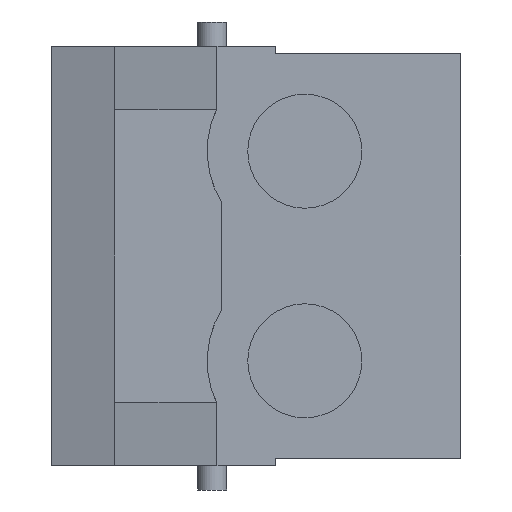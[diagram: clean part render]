
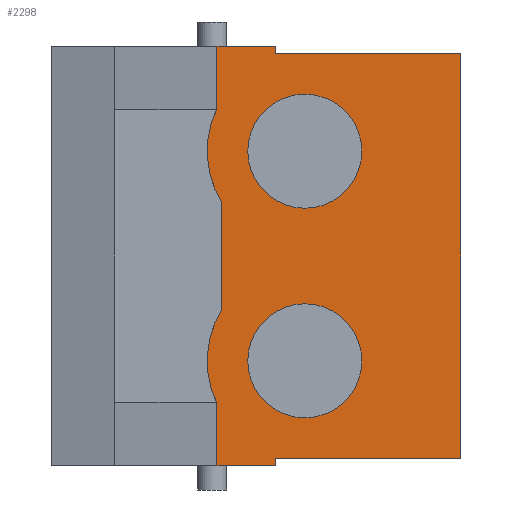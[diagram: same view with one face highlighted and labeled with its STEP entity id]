
A CAD part, left-side view. The second image highlights one B-rep face of the part: STEP entity #2298.
In plain terms, the highlighted planar face has unit normal (-1, 0, 0).
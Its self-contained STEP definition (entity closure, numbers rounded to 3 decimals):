
#69=LINE($,#3625,#277);
#85=LINE($,#3660,#293);
#86=LINE($,#3663,#294);
#89=LINE($,#3670,#297);
#95=LINE($,#3681,#303);
#107=LINE($,#3709,#315);
#121=LINE($,#3751,#329);
#122=LINE($,#3753,#330);
#123=LINE($,#3757,#331);
#124=LINE($,#3760,#332);
#277=VECTOR($,#2851,41.5);
#293=VECTOR($,#2881,19.);
#294=VECTOR($,#2884,0.75);
#297=VECTOR($,#2889,0.75);
#303=VECTOR($,#2897,19.);
#315=VECTOR($,#2921,6.);
#329=VECTOR($,#2951,6.);
#330=VECTOR($,#2952,6.391);
#331=VECTOR($,#2955,10.964);
#332=VECTOR($,#2958,6.391);
#479=PLANE($,#2493);
#566=FACE_BOUND($,#836,.T.);
#567=FACE_BOUND($,#837,.T.);
#671=FACE_OUTER_BOUND($,#835,.T.);
#835=EDGE_LOOP($,(#1824,#1825,#1826,#1827,#1828,#1829,#1830,#1831,#1832,
#1833,#1834,#1835));
#836=EDGE_LOOP($,(#1836));
#837=EDGE_LOOP($,(#1837));
#1005=CIRCLE($,#2494,10.);
#1006=CIRCLE($,#2495,10.);
#1007=CIRCLE($,#2496,5.85);
#1008=CIRCLE($,#2497,5.85);
#1123=VERTEX_POINT($,#3622);
#1124=VERTEX_POINT($,#3624);
#1136=VERTEX_POINT($,#3658);
#1137=VERTEX_POINT($,#3662);
#1139=VERTEX_POINT($,#3668);
#1140=VERTEX_POINT($,#3669);
#1154=VERTEX_POINT($,#3708);
#1174=VERTEX_POINT($,#3750);
#1175=VERTEX_POINT($,#3752);
#1176=VERTEX_POINT($,#3754);
#1177=VERTEX_POINT($,#3756);
#1178=VERTEX_POINT($,#3758);
#1179=VERTEX_POINT($,#3761);
#1180=VERTEX_POINT($,#3763);
#1366=EDGE_CURVE($,#1123,#1124,#69,.T.);
#1384=EDGE_CURVE($,#1123,#1136,#85,.T.);
#1385=EDGE_CURVE($,#1136,#1137,#86,.T.);
#1388=EDGE_CURVE($,#1139,#1140,#89,.T.);
#1394=EDGE_CURVE($,#1140,#1124,#95,.T.);
#1408=EDGE_CURVE($,#1154,#1139,#107,.T.);
#1429=EDGE_CURVE($,#1137,#1174,#121,.T.);
#1430=EDGE_CURVE($,#1175,#1174,#122,.T.);
#1431=EDGE_CURVE($,#1176,#1175,#1005,.T.);
#1432=EDGE_CURVE($,#1176,#1177,#123,.T.);
#1433=EDGE_CURVE($,#1178,#1177,#1006,.T.);
#1434=EDGE_CURVE($,#1154,#1178,#124,.T.);
#1435=EDGE_CURVE($,#1179,#1179,#1007,.T.);
#1436=EDGE_CURVE($,#1180,#1180,#1008,.T.);
#1824=ORIENTED_EDGE($,*,*,#1384,.T.);
#1825=ORIENTED_EDGE($,*,*,#1385,.T.);
#1826=ORIENTED_EDGE($,*,*,#1429,.T.);
#1827=ORIENTED_EDGE($,*,*,#1430,.F.);
#1828=ORIENTED_EDGE($,*,*,#1431,.F.);
#1829=ORIENTED_EDGE($,*,*,#1432,.T.);
#1830=ORIENTED_EDGE($,*,*,#1433,.F.);
#1831=ORIENTED_EDGE($,*,*,#1434,.F.);
#1832=ORIENTED_EDGE($,*,*,#1408,.T.);
#1833=ORIENTED_EDGE($,*,*,#1388,.T.);
#1834=ORIENTED_EDGE($,*,*,#1394,.T.);
#1835=ORIENTED_EDGE($,*,*,#1366,.F.);
#1836=ORIENTED_EDGE($,*,*,#1435,.T.);
#1837=ORIENTED_EDGE($,*,*,#1436,.T.);
#2298=ADVANCED_FACE($,(#671,#566,#567),#479,.T.);
#2493=AXIS2_PLACEMENT_3D($,#3749,#2949,#2950);
#2494=AXIS2_PLACEMENT_3D($,#3755,#2953,#2954);
#2495=AXIS2_PLACEMENT_3D($,#3759,#2956,#2957);
#2496=AXIS2_PLACEMENT_3D($,#3762,#2959,#2960);
#2497=AXIS2_PLACEMENT_3D($,#3764,#2961,#2962);
#2851=DIRECTION($,(0.,0.,-1.));
#2881=DIRECTION($,(0.,1.,0.));
#2884=DIRECTION($,(0.,0.,1.));
#2889=DIRECTION($,(0.,0.,1.));
#2897=DIRECTION($,(0.,-1.,0.));
#2921=DIRECTION($,(0.,-1.,0.));
#2949=DIRECTION('center_axis',(-1.,0.,0.));
#2950=DIRECTION('ref_axis',(0.,0.,1.));
#2951=DIRECTION($,(0.,1.,0.));
#2952=DIRECTION($,(0.,0.,1.));
#2953=DIRECTION('center_axis',(1.,0.,0.));
#2954=DIRECTION('ref_axis',(0.,0.,-1.));
#2955=DIRECTION($,(0.,0.,-1.));
#2956=DIRECTION('center_axis',(1.,0.,0.));
#2957=DIRECTION('ref_axis',(0.,0.,-1.));
#2958=DIRECTION($,(0.,0.,1.));
#2959=DIRECTION('center_axis',(1.,0.,0.));
#2960=DIRECTION('ref_axis',(0.,0.,1.));
#2961=DIRECTION('center_axis',(1.,0.,0.));
#2962=DIRECTION('ref_axis',(0.,0.,1.));
#3622=CARTESIAN_POINT('',(-53.,0.,20.75));
#3624=CARTESIAN_POINT('',(-53.,0.,-20.75));
#3625=CARTESIAN_POINT($,(-53.,0.,0.));
#3658=CARTESIAN_POINT('',(-53.,19.,20.75));
#3660=CARTESIAN_POINT($,(-53.,0.,20.75));
#3662=CARTESIAN_POINT('',(-53.,19.,21.5));
#3663=CARTESIAN_POINT($,(-53.,19.,10.375));
#3668=CARTESIAN_POINT('',(-53.,19.,-21.5));
#3669=CARTESIAN_POINT('',(-53.,19.,-20.75));
#3670=CARTESIAN_POINT($,(-53.,19.,-10.75));
#3681=CARTESIAN_POINT($,(-53.,9.5,-20.75));
#3708=CARTESIAN_POINT('',(-53.,25.,-21.5));
#3709=CARTESIAN_POINT($,(-53.,25.,-21.5));
#3749=CARTESIAN_POINT('Origin',(-53.,0.,0.));
#3750=CARTESIAN_POINT('',(-53.,25.,21.5));
#3751=CARTESIAN_POINT($,(-53.,25.,21.5));
#3752=CARTESIAN_POINT('',(-53.,25.,15.109));
#3753=CARTESIAN_POINT($,(-53.,25.,0.));
#3754=CARTESIAN_POINT('',(-53.,24.5,5.482));
#3755=CARTESIAN_POINT('Origin',(-53.,16.,10.75));
#3756=CARTESIAN_POINT('',(-53.,24.5,-5.482));
#3757=CARTESIAN_POINT($,(-53.,24.5,0.));
#3758=CARTESIAN_POINT('',(-53.,25.,-15.109));
#3759=CARTESIAN_POINT('Origin',(-53.,16.,-10.75));
#3760=CARTESIAN_POINT($,(-53.,25.,0.));
#3761=CARTESIAN_POINT('',(-53.,16.,16.6));
#3762=CARTESIAN_POINT('Origin',(-53.,16.,10.75));
#3763=CARTESIAN_POINT('',(-53.,16.,-4.9));
#3764=CARTESIAN_POINT('Origin',(-53.,16.,-10.75));
